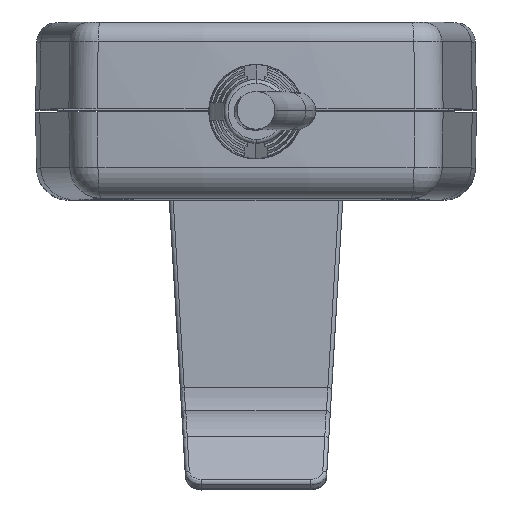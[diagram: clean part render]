
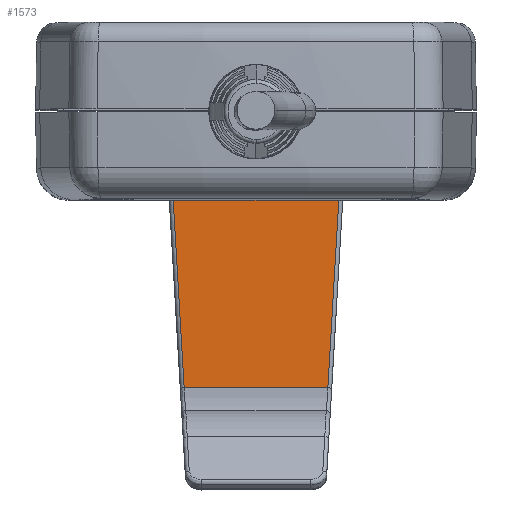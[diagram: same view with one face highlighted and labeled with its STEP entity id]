
A CAD part, top view. The second image highlights one B-rep face of the part: STEP entity #1573.
In plain terms, the highlighted planar face has unit normal (0, -0.018, 1).
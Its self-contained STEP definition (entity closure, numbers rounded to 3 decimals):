
#273 = CARTESIAN_POINT ( 'NONE',  ( 15.903, 4.3, -133.896 ) ) ;
#274 = AXIS2_PLACEMENT_3D ( 'NONE', #2396, #11716, #4676 ) ;
#717 = VERTEX_POINT ( 'NONE', #13964 ) ;
#718 = EDGE_CURVE ( 'NONE', #717, #8522, #5843, .T. ) ;
#1510 = CARTESIAN_POINT ( 'NONE',  ( 40.103, -1.7, -134.005 ) ) ;
#1524 = LINE ( 'NONE', #2958, #5217 ) ;
#1539 = EDGE_CURVE ( 'NONE', #11080, #14742, #5806, .T. ) ;
#1571 = ORIENTED_EDGE ( 'NONE', *, *, #2120, .T. ) ;
#1573 = ADVANCED_FACE ( 'NONE', ( #2243 ), #2327, .T. ) ;
#1807 = VECTOR ( 'NONE', #14861, 1000. ) ;
#1970 = CARTESIAN_POINT ( 'NONE',  ( 40.103, 4.3, -133.896 ) ) ;
#2120 = EDGE_CURVE ( 'NONE', #8976, #9667, #12763, .T. ) ;
#2243 = FACE_OUTER_BOUND ( 'NONE', #12601, .T. ) ;
#2327 = PLANE ( 'NONE',  #274 ) ;
#2396 = CARTESIAN_POINT ( 'NONE',  ( 40.403, -28.554, -134.494 ) ) ;
#2420 = VECTOR ( 'NONE', #6997, 1000. ) ;
#2618 = EDGE_CURVE ( 'NONE', #8976, #14742, #12962, .T. ) ;
#2953 = ORIENTED_EDGE ( 'NONE', *, *, #718, .T. ) ;
#2958 = CARTESIAN_POINT ( 'NONE',  ( 38.702, -1.7, -134.005 ) ) ;
#3266 = LINE ( 'NONE', #10252, #1807 ) ;
#3432 = VECTOR ( 'NONE', #14832, 1000. ) ;
#3741 = CARTESIAN_POINT ( 'NONE',  ( 15.903, -1.7, -134.005 ) ) ;
#3886 = VECTOR ( 'NONE', #6697, 1000. ) ;
#4353 = CARTESIAN_POINT ( 'NONE',  ( 37.128, -28.554, -134.494 ) ) ;
#4676 = DIRECTION ( 'NONE',  ( 0., 1., 0.018 ) ) ;
#4678 = EDGE_CURVE ( 'NONE', #11684, #9667, #10642, .T. ) ;
#4818 = VECTOR ( 'NONE', #7209, 1000. ) ;
#5217 = VECTOR ( 'NONE', #8720, 1000. ) ;
#5782 = CARTESIAN_POINT ( 'NONE',  ( 18.877, -28.554, -134.494 ) ) ;
#5806 = LINE ( 'NONE', #11426, #3432 ) ;
#5843 = LINE ( 'NONE', #12821, #4818 ) ;
#6063 = DIRECTION ( 'NONE',  ( 0., 1., 0.018 ) ) ;
#6194 = EDGE_CURVE ( 'NONE', #11684, #9900, #8045, .T. ) ;
#6318 = DIRECTION ( 'NONE',  ( 1., 0., 0. ) ) ;
#6697 = DIRECTION ( 'NONE',  ( 1., 0., 0. ) ) ;
#6847 = CARTESIAN_POINT ( 'NONE',  ( 15.903, -1.7, -134.005 ) ) ;
#6997 = DIRECTION ( 'NONE',  ( -0.058, 0.998, 0.018 ) ) ;
#7040 = ORIENTED_EDGE ( 'NONE', *, *, #4678, .F. ) ;
#7125 = CARTESIAN_POINT ( 'NONE',  ( 15.903, -1.7, -134.005 ) ) ;
#7209 = DIRECTION ( 'NONE',  ( 1., 0., 0. ) ) ;
#8045 = LINE ( 'NONE', #12665, #9506 ) ;
#8062 = EDGE_CURVE ( 'NONE', #717, #9900, #1524, .T. ) ;
#8522 = VERTEX_POINT ( 'NONE', #1510 ) ;
#8637 = ORIENTED_EDGE ( 'NONE', *, *, #11051, .T. ) ;
#8653 = CARTESIAN_POINT ( 'NONE',  ( 17.303, -1.7, -134.005 ) ) ;
#8720 = DIRECTION ( 'NONE',  ( -0.058, -0.998, -0.018 ) ) ;
#8976 = VERTEX_POINT ( 'NONE', #3741 ) ;
#9292 = ORIENTED_EDGE ( 'NONE', *, *, #2618, .F. ) ;
#9506 = VECTOR ( 'NONE', #6318, 1000. ) ;
#9667 = VERTEX_POINT ( 'NONE', #8653 ) ;
#9900 = VERTEX_POINT ( 'NONE', #4353 ) ;
#10252 = CARTESIAN_POINT ( 'NONE',  ( 40.103, -1.7, -134.005 ) ) ;
#10642 = LINE ( 'NONE', #5782, #2420 ) ;
#11051 = EDGE_CURVE ( 'NONE', #8522, #11080, #3266, .T. ) ;
#11080 = VERTEX_POINT ( 'NONE', #1970 ) ;
#11184 = ORIENTED_EDGE ( 'NONE', *, *, #1539, .T. ) ;
#11426 = CARTESIAN_POINT ( 'NONE',  ( 40.103, 4.3, -133.896 ) ) ;
#11470 = VECTOR ( 'NONE', #6063, 1000. ) ;
#11684 = VERTEX_POINT ( 'NONE', #11795 ) ;
#11716 = DIRECTION ( 'NONE',  ( 0., -0.018, 1. ) ) ;
#11795 = CARTESIAN_POINT ( 'NONE',  ( 18.877, -28.554, -134.494 ) ) ;
#12601 = EDGE_LOOP ( 'NONE', ( #2953, #8637, #11184, #9292, #1571, #7040, #14508, #13312 ) ) ;
#12665 = CARTESIAN_POINT ( 'NONE',  ( 18.877, -28.554, -134.494 ) ) ;
#12763 = LINE ( 'NONE', #6847, #3886 ) ;
#12821 = CARTESIAN_POINT ( 'NONE',  ( 38.702, -1.7, -134.005 ) ) ;
#12962 = LINE ( 'NONE', #7125, #11470 ) ;
#13312 = ORIENTED_EDGE ( 'NONE', *, *, #8062, .F. ) ;
#13964 = CARTESIAN_POINT ( 'NONE',  ( 38.702, -1.7, -134.005 ) ) ;
#14508 = ORIENTED_EDGE ( 'NONE', *, *, #6194, .T. ) ;
#14742 = VERTEX_POINT ( 'NONE', #273 ) ;
#14832 = DIRECTION ( 'NONE',  ( -1., 0., 0. ) ) ;
#14861 = DIRECTION ( 'NONE',  ( 0., 1., 0.018 ) ) ;
